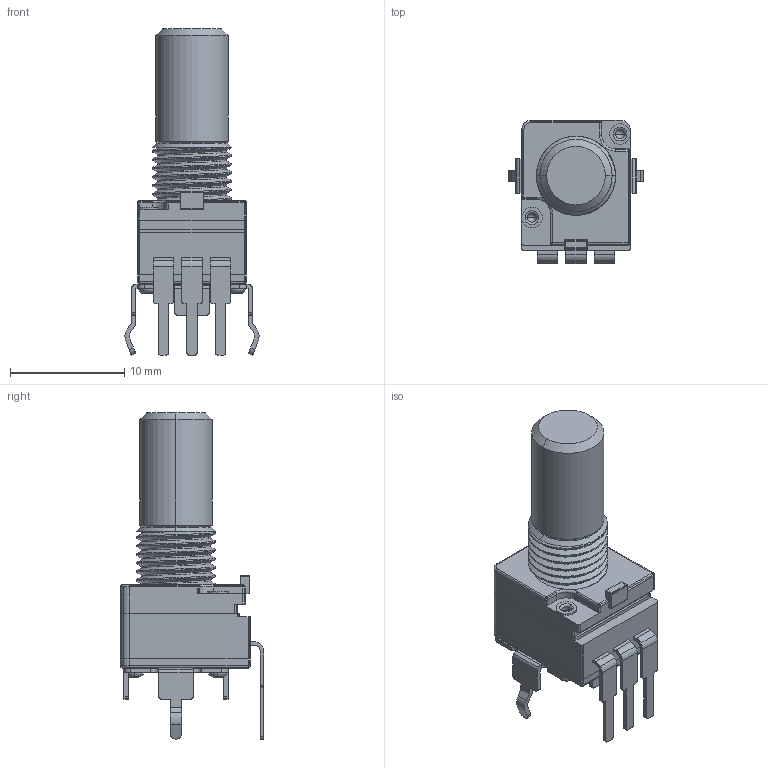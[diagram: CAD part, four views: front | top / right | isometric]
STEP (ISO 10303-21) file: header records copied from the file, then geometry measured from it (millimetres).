
FILE_DESCRIPTION (( 'STEP AP214' ), '1' );
FILE_NAME ('RD901F-40-15R1-B10K-00DL1.STEP', '2023-06-10T16:30:35', ( '' ), ( '' ), 'SwSTEP 2.0', 'SolidWorks 2022', '' );
FILE_SCHEMA (( 'AUTOMOTIVE_DESIGN' ));
Length unit declared in the file: millimetre
Products named in the file (1): RD901F-40-15R1-B10K-00DL1
Bounding box: 11.72 x 12.5 x 28.5 mm (x, y, z)
Volume: 1288.9 mm3; surface area: 1765.3 mm2
Topology: 9 solids, 9 shells, 408 faces, 1077 edges, 690 vertices
Faces by surface type: cylinder 224, plane 139, sphere 22, torus 11, cone 6, bspline 6
Entity records: 14237 total; most frequent: CARTESIAN_POINT 3836, DIRECTION 2236, ORIENTED_EDGE 2138, EDGE_CURVE 1069, AXIS2_PLACEMENT_3D 837, VERTEX_POINT 686, VECTOR 562, LINE 562
